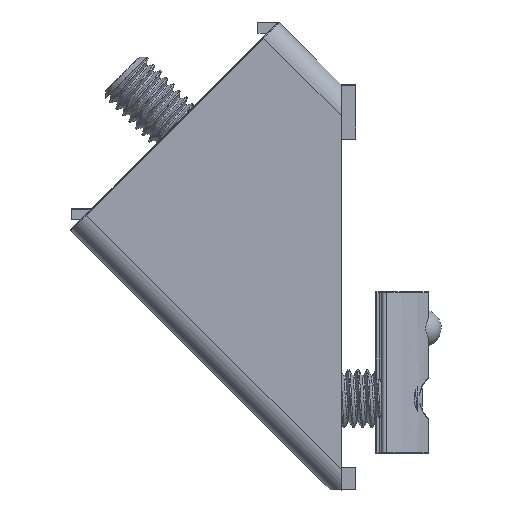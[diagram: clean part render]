
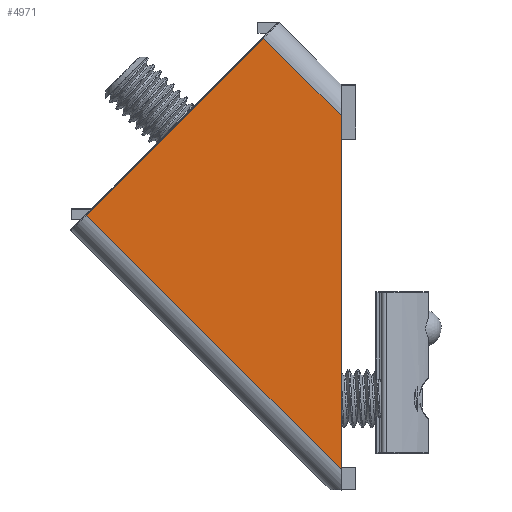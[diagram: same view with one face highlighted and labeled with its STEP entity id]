
A CAD part, left-side view. The second image highlights one B-rep face of the part: STEP entity #4971.
In plain terms, the highlighted planar face has unit normal (-1, 0, 0).
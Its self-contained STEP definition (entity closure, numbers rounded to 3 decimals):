
#362=PLANE('',#5384);
#500=FACE_OUTER_BOUND('',#795,.T.);
#795=EDGE_LOOP('',(#3610,#3611,#3612,#3613));
#1258=LINE('',#7287,#1545);
#1323=LINE('',#8254,#1610);
#1350=LINE('',#8360,#1637);
#1370=LINE('',#8823,#1657);
#1545=VECTOR('',#5828,1000.);
#1610=VECTOR('',#6081,10.);
#1637=VECTOR('',#6186,1000.);
#1657=VECTOR('',#6240,1000.);
#1903=VERTEX_POINT('',#7284);
#1904=VERTEX_POINT('',#7286);
#2005=VERTEX_POINT('',#8252);
#2031=VERTEX_POINT('',#8359);
#2438=EDGE_CURVE('',#1904,#1903,#1258,.F.);
#2579=EDGE_CURVE('',#2005,#1903,#1323,.T.);
#2627=EDGE_CURVE('',#1904,#2031,#1350,.T.);
#2662=EDGE_CURVE('',#2005,#2031,#1370,.F.);
#3610=ORIENTED_EDGE('',*,*,#2579,.F.);
#3611=ORIENTED_EDGE('',*,*,#2662,.T.);
#3612=ORIENTED_EDGE('',*,*,#2627,.F.);
#3613=ORIENTED_EDGE('',*,*,#2438,.T.);
#4971=ADVANCED_FACE('',(#500),#362,.F.);
#5384=AXIS2_PLACEMENT_3D('',#8822,#6238,#6239);
#5828=DIRECTION('',(0.,-0.707,-0.707));
#6081=DIRECTION('',(0.,-0.707,0.707));
#6186=DIRECTION('',(0.,0.,-1.));
#6238=DIRECTION('center_axis',(1.,0.,0.));
#6239=DIRECTION('ref_axis',(0.,0.,-1.));
#6240=DIRECTION('',(0.,0.707,0.707));
#7284=CARTESIAN_POINT('',(-20.,10.541,6.298));
#7286=CARTESIAN_POINT('',(-20.,0.,-4.243));
#7287=CARTESIAN_POINT('',(-20.,2.121,-2.121));
#8252=CARTESIAN_POINT('',(-20.,34.578,-17.739));
#8254=CARTESIAN_POINT('',(-20.,22.559,-5.721));
#8359=CARTESIAN_POINT('',(-20.,0.,-52.317));
#8360=CARTESIAN_POINT('',(-20.,0.,0.));
#8822=CARTESIAN_POINT('Origin',(-20.,0.,0.));
#8823=CARTESIAN_POINT('',(-20.,26.159,-26.159));
